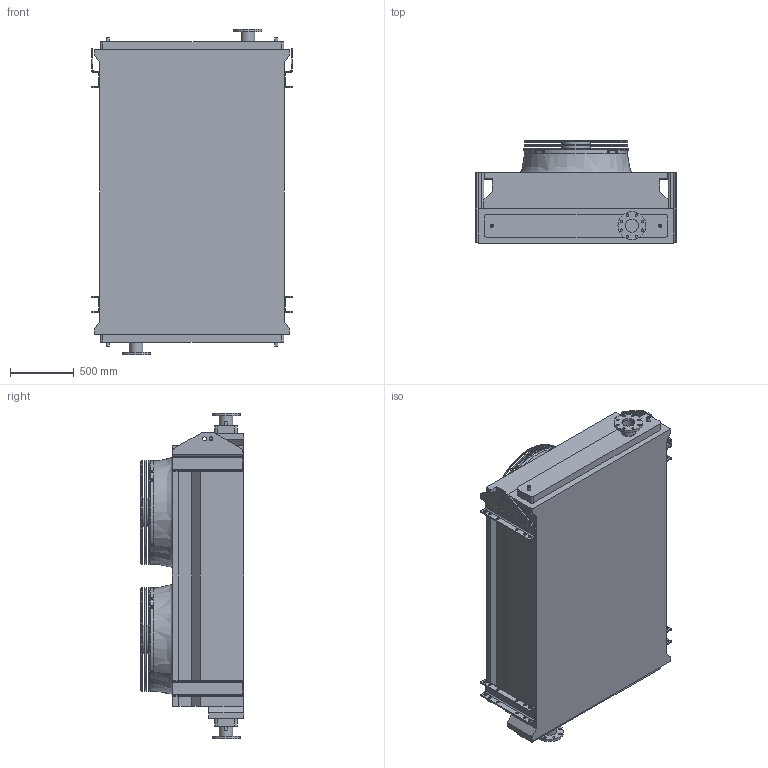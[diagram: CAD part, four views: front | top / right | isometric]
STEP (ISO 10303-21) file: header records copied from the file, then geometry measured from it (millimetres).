
FILE_DESCRIPTION (( 'STEP AP203' ), '1' );
FILE_NAME ('BOAC_02C_I.STEP', '2017-03-24T11:07:43', ( 'Alfa Laval' ), ( 'Alfa Laval' ), 'SwSTEP 2.0', 'SolidWorks 2016', '' );
FILE_SCHEMA (( 'CONFIG_CONTROL_DESIGN' ));
Length unit declared in the file: millimetre
Products named in the file (4): BOA_LIGHT_BOCF_36T_C_2M_OS; BOFE_I_LIGHT_BOC2C; BOFA_LIGHT_�800; BOAC_02C_I
Assembly tree (4 placements, depth 2):
  BOAC_02C_I
    BOA_LIGHT_BOCF_36T_C_2M_OS
    BOFE_I_LIGHT_BOC2C
    BOFA_LIGHT_�800  x2
Bounding box: 1580 x 812 x 2560 mm (x, y, z)
Volume: 1946467944.1 mm3; surface area: 16265928.1 mm2
Topology: 43 solids, 45 shells, 648 faces, 1613 edges, 1075 vertices
Faces by surface type: plane 282, cylinder 242, torus 110, cone 12, bspline 2
Full cylindrical faces by diameter (mm): 18 x16, 25 x16, 30 x4, 103 x2, 108 x2, 220 x2, 228 x2, 236 x2, 262.56 x2, 276 x2, 308 x2, 328 x2, 405 x2, 425 x2, 502 x2, 522 x2, 599 x2, 619 x2, 696 x2, 716 x2, 793 x2, 812 x2
Entity records: 16600 total; most frequent: CARTESIAN_POINT 4585, DIRECTION 2505, ORIENTED_EDGE 2198, EDGE_CURVE 1099, AXIS2_PLACEMENT_3D 988, VERTEX_POINT 771, EDGE_LOOP 706, FACE_OUTER_BOUND 537
